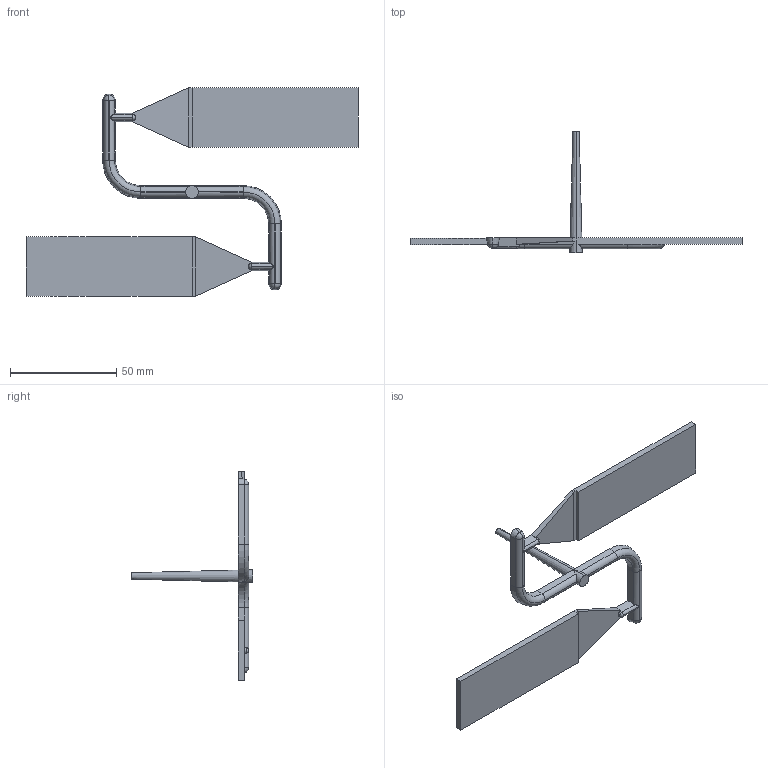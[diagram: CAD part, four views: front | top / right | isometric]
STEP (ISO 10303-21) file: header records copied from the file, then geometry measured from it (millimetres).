
FILE_DESCRIPTION (( 'STEP AP203' ), '1' );
FILE_NAME ('Cuboid78x28x3mm^3 (2).STEP', '2023-10-03T11:14:30', ( '' ), ( '' ), 'SwSTEP 2.0', 'SolidWorks 2022', '' );
FILE_SCHEMA (( 'CONFIG_CONTROL_DESIGN' ));
Length unit declared in the file: millimetre
Products named in the file (1): Cuboid78x28x3mm^3 (2)
Bounding box: 156 x 57.28 x 98 mm (x, y, z)
Volume: 19765.1 mm3; surface area: 16174.2 mm2
Topology: 3 solids, 3 shells, 87 faces, 209 edges, 129 vertices
Faces by surface type: plane 49, cone 14, cylinder 14, torus 10
Entity records: 2833 total; most frequent: CARTESIAN_POINT 756, ORIENTED_EDGE 418, DIRECTION 416, EDGE_CURVE 209, AXIS2_PLACEMENT_3D 141, VECTOR 134, LINE 134, VERTEX_POINT 129
